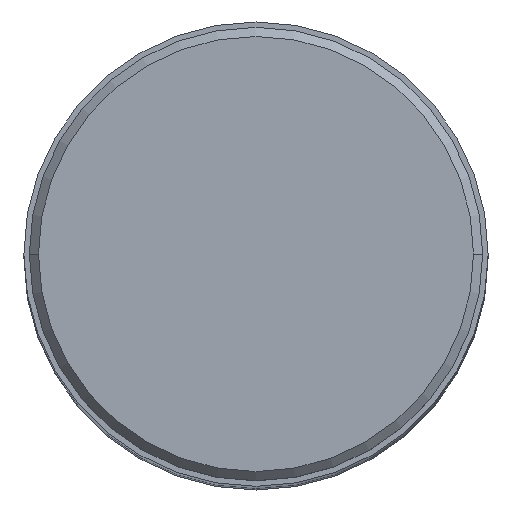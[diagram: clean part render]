
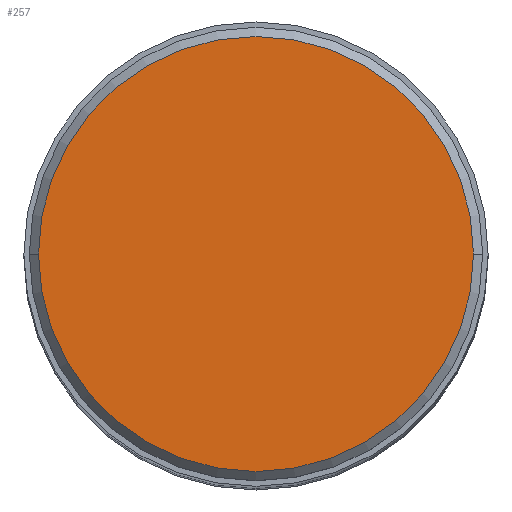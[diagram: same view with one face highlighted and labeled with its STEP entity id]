
A CAD part, top view. The second image highlights one B-rep face of the part: STEP entity #257.
In plain terms, the highlighted planar face has unit normal (0, 0, 1).
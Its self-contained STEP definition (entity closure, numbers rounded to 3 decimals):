
#32=PLANE('',#3133);
#257=ADVANCED_FACE('',(#533),#32,.F.);
#533=FACE_OUTER_BOUND('',#707,.T.);
#707=EDGE_LOOP('',(#1296,#1297,#1298,#1299));
#1296=ORIENTED_EDGE('',*,*,#1950,.T.);
#1297=ORIENTED_EDGE('',*,*,#1951,.T.);
#1298=ORIENTED_EDGE('',*,*,#1952,.T.);
#1299=ORIENTED_EDGE('',*,*,#1953,.T.);
#1626=VERTEX_POINT('',#6162);
#1627=VERTEX_POINT('',#6163);
#1628=VERTEX_POINT('',#6165);
#1629=VERTEX_POINT('',#6167);
#1950=EDGE_CURVE('',#1626,#1627,#2370,.T.);
#1951=EDGE_CURVE('',#1627,#1628,#2371,.T.);
#1952=EDGE_CURVE('',#1628,#1629,#2372,.T.);
#1953=EDGE_CURVE('',#1629,#1626,#2373,.T.);
#2370=CIRCLE('',#3129,14.875);
#2371=CIRCLE('',#3130,14.875);
#2372=CIRCLE('',#3131,14.875);
#2373=CIRCLE('',#3132,14.875);
#3129=AXIS2_PLACEMENT_3D('',#6161,#3839,#3840);
#3130=AXIS2_PLACEMENT_3D('',#6164,#3841,#3842);
#3131=AXIS2_PLACEMENT_3D('',#6166,#3843,#3844);
#3132=AXIS2_PLACEMENT_3D('',#6168,#3845,#3846);
#3133=AXIS2_PLACEMENT_3D('',#6169,#3847,#3848);
#3839=DIRECTION('',(0.,0.,1.));
#3840=DIRECTION('',(0.,1.,0.));
#3841=DIRECTION('',(0.,0.,1.));
#3842=DIRECTION('',(-1.,0.,0.));
#3843=DIRECTION('',(0.,0.,1.));
#3844=DIRECTION('',(0.,-1.,0.));
#3845=DIRECTION('',(0.,0.,1.));
#3846=DIRECTION('',(1.,0.,0.));
#3847=DIRECTION('',(0.,0.,-1.));
#3848=DIRECTION('',(-1.,0.,0.));
#6161=CARTESIAN_POINT('',(0.,0.,42.863));
#6162=CARTESIAN_POINT('',(0.,14.875,42.863));
#6163=CARTESIAN_POINT('',(-14.875,0.,42.863));
#6164=CARTESIAN_POINT('',(0.,0.,42.863));
#6165=CARTESIAN_POINT('',(0.,-14.875,42.863));
#6166=CARTESIAN_POINT('',(0.,0.,42.863));
#6167=CARTESIAN_POINT('',(14.875,0.,42.863));
#6168=CARTESIAN_POINT('',(0.,0.,42.863));
#6169=CARTESIAN_POINT('',(0.,0.,42.863));
